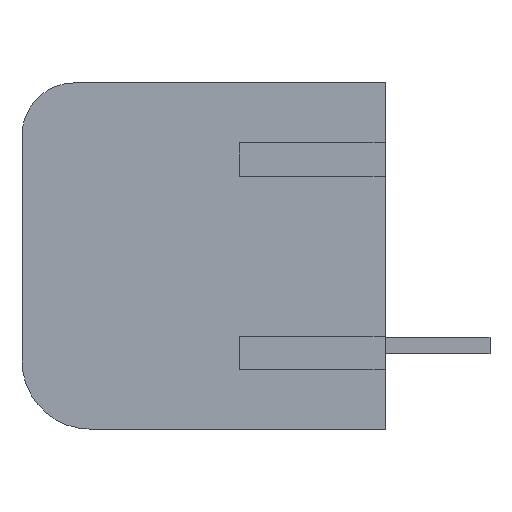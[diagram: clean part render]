
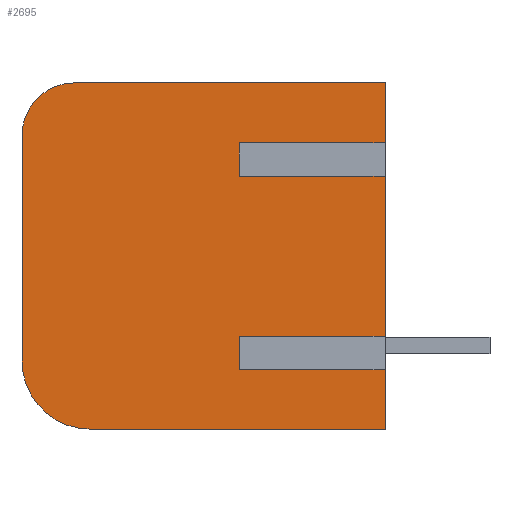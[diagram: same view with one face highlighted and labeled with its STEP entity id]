
A CAD part, left-side view. The second image highlights one B-rep face of the part: STEP entity #2695.
In plain terms, the highlighted planar face has unit normal (-1, 0, 0).
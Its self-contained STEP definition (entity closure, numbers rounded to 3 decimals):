
#765=DIRECTION('',(0.,0.,-1.));
#766=VECTOR('',#765,1.038);
#767=CARTESIAN_POINT('',(-9.5,-0.55,-12.356));
#768=LINE('',#767,#766);
#769=DIRECTION('',(0.,1.,0.));
#770=VECTOR('',#769,6.95);
#771=CARTESIAN_POINT('',(-9.5,-7.5,-13.394));
#772=LINE('',#771,#770);
#773=DIRECTION('',(0.,0.,-1.));
#774=VECTOR('',#773,3.106);
#775=CARTESIAN_POINT('',(-9.5,-7.5,-13.394));
#776=LINE('',#775,#774);
#777=DIRECTION('',(0.,1.,0.));
#778=VECTOR('',#777,14.05);
#779=CARTESIAN_POINT('',(-9.5,-7.5,-16.5));
#780=LINE('',#779,#778);
#781=CARTESIAN_POINT('',(-9.5,6.55,-13.25));
#782=DIRECTION('',(1.,0.,0.));
#783=DIRECTION('',(0.,0.,-1.));
#784=AXIS2_PLACEMENT_3D('',#781,#782,#783);
#786=DIRECTION('',(0.,0.,1.));
#787=VECTOR('',#786,10.75);
#788=CARTESIAN_POINT('',(-9.5,9.8,-13.25));
#789=LINE('',#788,#787);
#790=CARTESIAN_POINT('',(-9.5,7.3,-2.5));
#791=DIRECTION('',(1.,0.,0.));
#792=DIRECTION('',(0.,1.,0.));
#793=AXIS2_PLACEMENT_3D('',#790,#791,#792);
#795=DIRECTION('',(0.,-1.,0.));
#796=VECTOR('',#795,14.8);
#797=CARTESIAN_POINT('',(-9.5,7.3,0.));
#798=LINE('',#797,#796);
#799=DIRECTION('',(0.,0.,-1.));
#800=VECTOR('',#799,3.136);
#801=CARTESIAN_POINT('',(-9.5,-7.5,0.));
#802=LINE('',#801,#800);
#803=DIRECTION('',(0.,1.,0.));
#804=VECTOR('',#803,6.95);
#805=CARTESIAN_POINT('',(-9.5,-7.5,-3.136));
#806=LINE('',#805,#804);
#807=DIRECTION('',(0.,0.,-1.));
#808=VECTOR('',#807,1.038);
#809=CARTESIAN_POINT('',(-9.5,-0.55,-3.136));
#810=LINE('',#809,#808);
#811=DIRECTION('',(0.,1.,0.));
#812=VECTOR('',#811,6.95);
#813=CARTESIAN_POINT('',(-9.5,-7.5,-4.174));
#814=LINE('',#813,#812);
#815=DIRECTION('',(0.,0.,-1.));
#816=VECTOR('',#815,8.182);
#817=CARTESIAN_POINT('',(-9.5,-7.5,-4.174));
#818=LINE('',#817,#816);
#819=DIRECTION('',(0.,1.,0.));
#820=VECTOR('',#819,6.95);
#821=CARTESIAN_POINT('',(-9.5,-7.5,-12.356));
#822=LINE('',#821,#820);
#1202=CARTESIAN_POINT('',(-9.5,-7.5,-16.5));
#1203=CARTESIAN_POINT('',(-9.5,6.55,-16.5));
#1204=VERTEX_POINT('',#1202);
#1205=VERTEX_POINT('',#1203);
#1206=CARTESIAN_POINT('',(-9.5,9.8,-13.25));
#1207=VERTEX_POINT('',#1206);
#1208=CARTESIAN_POINT('',(-9.5,9.8,-2.5));
#1209=VERTEX_POINT('',#1208);
#1210=CARTESIAN_POINT('',(-9.5,7.3,0.));
#1211=VERTEX_POINT('',#1210);
#1212=CARTESIAN_POINT('',(-9.5,-7.5,0.));
#1213=VERTEX_POINT('',#1212);
#1258=CARTESIAN_POINT('',(-9.5,-7.5,-3.136));
#1259=CARTESIAN_POINT('',(-9.5,-0.55,-3.136));
#1260=VERTEX_POINT('',#1258);
#1261=VERTEX_POINT('',#1259);
#1262=CARTESIAN_POINT('',(-9.5,-7.5,-4.174));
#1263=CARTESIAN_POINT('',(-9.5,-0.55,-4.174));
#1264=VERTEX_POINT('',#1262);
#1265=VERTEX_POINT('',#1263);
#1274=CARTESIAN_POINT('',(-9.5,-7.5,-12.356));
#1275=CARTESIAN_POINT('',(-9.5,-0.55,-12.356));
#1276=VERTEX_POINT('',#1274);
#1277=VERTEX_POINT('',#1275);
#1278=CARTESIAN_POINT('',(-9.5,-7.5,-13.394));
#1279=CARTESIAN_POINT('',(-9.5,-0.55,-13.394));
#1280=VERTEX_POINT('',#1278);
#1281=VERTEX_POINT('',#1279);
#2665=CARTESIAN_POINT('',(-9.5,0.,0.));
#2666=DIRECTION('',(1.,0.,0.));
#2667=DIRECTION('',(0.,0.,-1.));
#2668=AXIS2_PLACEMENT_3D('',#2665,#2666,#2667);
#2669=PLANE('',#2668);
#2671=ORIENTED_EDGE('',*,*,#2670,.T.);
#2673=ORIENTED_EDGE('',*,*,#2672,.F.);
#2674=ORIENTED_EDGE('',*,*,#1684,.T.);
#2676=ORIENTED_EDGE('',*,*,#2675,.T.);
#2678=ORIENTED_EDGE('',*,*,#2677,.T.);
#2679=ORIENTED_EDGE('',*,*,#2644,.T.);
#2681=ORIENTED_EDGE('',*,*,#2680,.T.);
#2682=ORIENTED_EDGE('',*,*,#2220,.T.);
#2683=ORIENTED_EDGE('',*,*,#1700,.T.);
#2685=ORIENTED_EDGE('',*,*,#2684,.T.);
#2687=ORIENTED_EDGE('',*,*,#2686,.T.);
#2689=ORIENTED_EDGE('',*,*,#2688,.F.);
#2690=ORIENTED_EDGE('',*,*,#1692,.T.);
#2692=ORIENTED_EDGE('',*,*,#2691,.T.);
#2693=EDGE_LOOP('',(#2671,#2673,#2674,#2676,#2678,#2679,#2681,#2682,#2683,#2685,
#2687,#2689,#2690,#2692));
#2694=FACE_OUTER_BOUND('',#2693,.F.);
#785=CIRCLE('',#784,3.25);
#794=CIRCLE('',#793,2.5);
#1684=EDGE_CURVE('',#1280,#1204,#776,.T.);
#1692=EDGE_CURVE('',#1264,#1276,#818,.T.);
#1700=EDGE_CURVE('',#1213,#1260,#802,.T.);
#2220=EDGE_CURVE('',#1211,#1213,#798,.T.);
#2644=EDGE_CURVE('',#1207,#1209,#789,.T.);
#2670=EDGE_CURVE('',#1277,#1281,#768,.T.);
#2672=EDGE_CURVE('',#1280,#1281,#772,.T.);
#2675=EDGE_CURVE('',#1204,#1205,#780,.T.);
#2677=EDGE_CURVE('',#1205,#1207,#785,.T.);
#2680=EDGE_CURVE('',#1209,#1211,#794,.T.);
#2684=EDGE_CURVE('',#1260,#1261,#806,.T.);
#2686=EDGE_CURVE('',#1261,#1265,#810,.T.);
#2688=EDGE_CURVE('',#1264,#1265,#814,.T.);
#2691=EDGE_CURVE('',#1276,#1277,#822,.T.);
#2695=ADVANCED_FACE('',(#2694),#2669,.F.);
